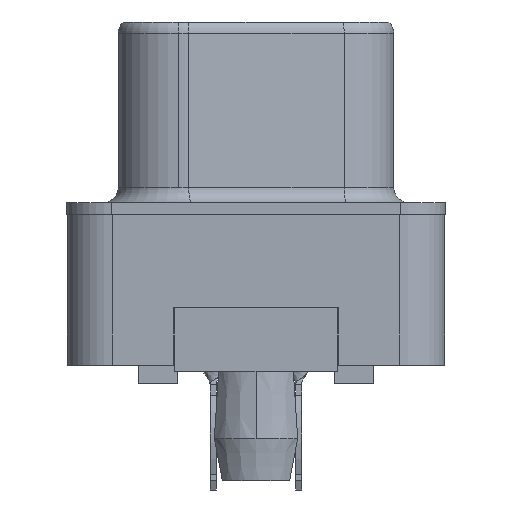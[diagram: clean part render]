
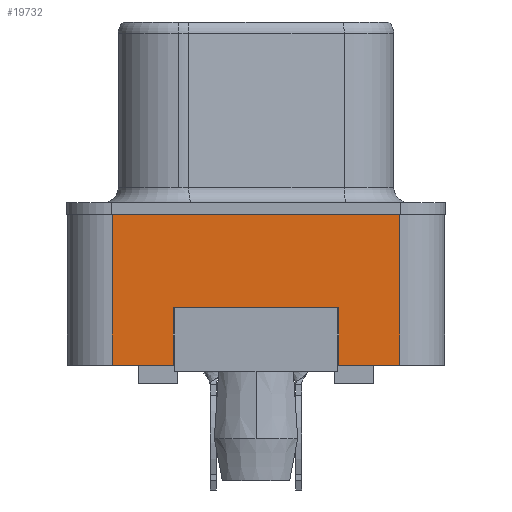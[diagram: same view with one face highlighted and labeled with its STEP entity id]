
A CAD part, left-side view. The second image highlights one B-rep face of the part: STEP entity #19732.
In plain terms, the highlighted planar face has unit normal (-1, 0, 0).
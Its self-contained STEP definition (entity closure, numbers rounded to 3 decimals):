
#166 = DIRECTION ( 'NONE',  ( 0., -1., 0. ) ) ;
#596 = VECTOR ( 'NONE', #20626, 1000. ) ;
#619 = VECTOR ( 'NONE', #18601, 1000. ) ;
#834 = LINE ( 'NONE', #24151, #619 ) ;
#1168 = CARTESIAN_POINT ( 'NONE',  ( -3., -2.75, -3.1 ) ) ;
#1655 = LINE ( 'NONE', #18664, #21179 ) ;
#2367 = VERTEX_POINT ( 'NONE', #13048 ) ;
#2969 = LINE ( 'NONE', #10671, #11862 ) ;
#3105 = VERTEX_POINT ( 'NONE', #14310 ) ;
#3900 = VERTEX_POINT ( 'NONE', #9878 ) ;
#4884 = ORIENTED_EDGE ( 'NONE', *, *, #21078, .T. ) ;
#4983 = LINE ( 'NONE', #16836, #596 ) ;
#5783 = VERTEX_POINT ( 'NONE', #18249 ) ;
#5801 = CARTESIAN_POINT ( 'NONE',  ( -3., -4.775, -5. ) ) ;
#5927 = DIRECTION ( 'NONE',  ( 0., -1., 0. ) ) ;
#6168 = VERTEX_POINT ( 'NONE', #18060 ) ;
#6703 = EDGE_CURVE ( 'NONE', #3105, #10904, #1655, .T. ) ;
#7052 = VERTEX_POINT ( 'NONE', #18608 ) ;
#8040 = ORIENTED_EDGE ( 'NONE', *, *, #22083, .F. ) ;
#8962 = VECTOR ( 'NONE', #23000, 1000. ) ;
#9120 = DIRECTION ( 'NONE',  ( 0., -1., 0. ) ) ;
#9878 = CARTESIAN_POINT ( 'NONE',  ( -3., 2.75, -3.1 ) ) ;
#10671 = CARTESIAN_POINT ( 'NONE',  ( -3., 4.775, -5. ) ) ;
#10797 = DIRECTION ( 'NONE',  ( 0., 0., 1. ) ) ;
#10904 = VERTEX_POINT ( 'NONE', #13566 ) ;
#11182 = ORIENTED_EDGE ( 'NONE', *, *, #23594, .T. ) ;
#11236 = LINE ( 'NONE', #5801, #18346 ) ;
#11284 = LINE ( 'NONE', #22747, #8962 ) ;
#11467 = VERTEX_POINT ( 'NONE', #1168 ) ;
#11757 = CARTESIAN_POINT ( 'NONE',  ( -3., -4.775, -5. ) ) ;
#11853 = VECTOR ( 'NONE', #166, 1000. ) ;
#11862 = VECTOR ( 'NONE', #12688, 1000. ) ;
#12550 = FACE_OUTER_BOUND ( 'NONE', #16755, .T. ) ;
#12688 = DIRECTION ( 'NONE',  ( 0., 0., 1. ) ) ;
#12873 = DIRECTION ( 'NONE',  ( 0., 0., -1. ) ) ;
#12879 = ORIENTED_EDGE ( 'NONE', *, *, #18999, .F. ) ;
#13048 = CARTESIAN_POINT ( 'NONE',  ( -3., 4.775, -5. ) ) ;
#13566 = CARTESIAN_POINT ( 'NONE',  ( -3., -4.775, 0. ) ) ;
#14273 = EDGE_CURVE ( 'NONE', #6168, #7052, #17416, .T. ) ;
#14310 = CARTESIAN_POINT ( 'NONE',  ( -3., 4.775, 0. ) ) ;
#14689 = DIRECTION ( 'NONE',  ( -1., 0., 0. ) ) ;
#14964 = ORIENTED_EDGE ( 'NONE', *, *, #22071, .F. ) ;
#15075 = ORIENTED_EDGE ( 'NONE', *, *, #16885, .T. ) ;
#15722 = ORIENTED_EDGE ( 'NONE', *, *, #14273, .T. ) ;
#16640 = LINE ( 'NONE', #24338, #17838 ) ;
#16755 = EDGE_LOOP ( 'NONE', ( #4884, #15722, #15075, #17333, #8040, #11182, #12879, #14964 ) ) ;
#16836 = CARTESIAN_POINT ( 'NONE',  ( -3., 2.75, -3.1 ) ) ;
#16885 = EDGE_CURVE ( 'NONE', #7052, #10904, #11284, .T. ) ;
#17049 = AXIS2_PLACEMENT_3D ( 'NONE', #22254, #14689, #10797 ) ;
#17333 = ORIENTED_EDGE ( 'NONE', *, *, #6703, .F. ) ;
#17416 = LINE ( 'NONE', #11757, #11853 ) ;
#17838 = VECTOR ( 'NONE', #12873, 1000. ) ;
#18060 = CARTESIAN_POINT ( 'NONE',  ( -3., -2.75, -5. ) ) ;
#18249 = CARTESIAN_POINT ( 'NONE',  ( -3., 2.75, -5. ) ) ;
#18346 = VECTOR ( 'NONE', #5927, 1000. ) ;
#18601 = DIRECTION ( 'NONE',  ( 0., 0., -1. ) ) ;
#18608 = CARTESIAN_POINT ( 'NONE',  ( -3., -4.775, -5. ) ) ;
#18664 = CARTESIAN_POINT ( 'NONE',  ( -3., -4.775, 0. ) ) ;
#18999 = EDGE_CURVE ( 'NONE', #3900, #5783, #16640, .T. ) ;
#19732 = ADVANCED_FACE ( 'NONE', ( #12550 ), #21871, .T. ) ;
#20626 = DIRECTION ( 'NONE',  ( 0., 1., 0. ) ) ;
#21078 = EDGE_CURVE ( 'NONE', #11467, #6168, #834, .T. ) ;
#21179 = VECTOR ( 'NONE', #9120, 1000. ) ;
#21871 = PLANE ( 'NONE',  #17049 ) ;
#22071 = EDGE_CURVE ( 'NONE', #11467, #3900, #4983, .T. ) ;
#22083 = EDGE_CURVE ( 'NONE', #2367, #3105, #2969, .T. ) ;
#22254 = CARTESIAN_POINT ( 'NONE',  ( -3., -4.775, -5. ) ) ;
#22747 = CARTESIAN_POINT ( 'NONE',  ( -3., -4.775, -5. ) ) ;
#23000 = DIRECTION ( 'NONE',  ( 0., 0., 1. ) ) ;
#23594 = EDGE_CURVE ( 'NONE', #2367, #5783, #11236, .T. ) ;
#24151 = CARTESIAN_POINT ( 'NONE',  ( -3., -2.75, -3.1 ) ) ;
#24338 = CARTESIAN_POINT ( 'NONE',  ( -3., 2.75, -3.1 ) ) ;
